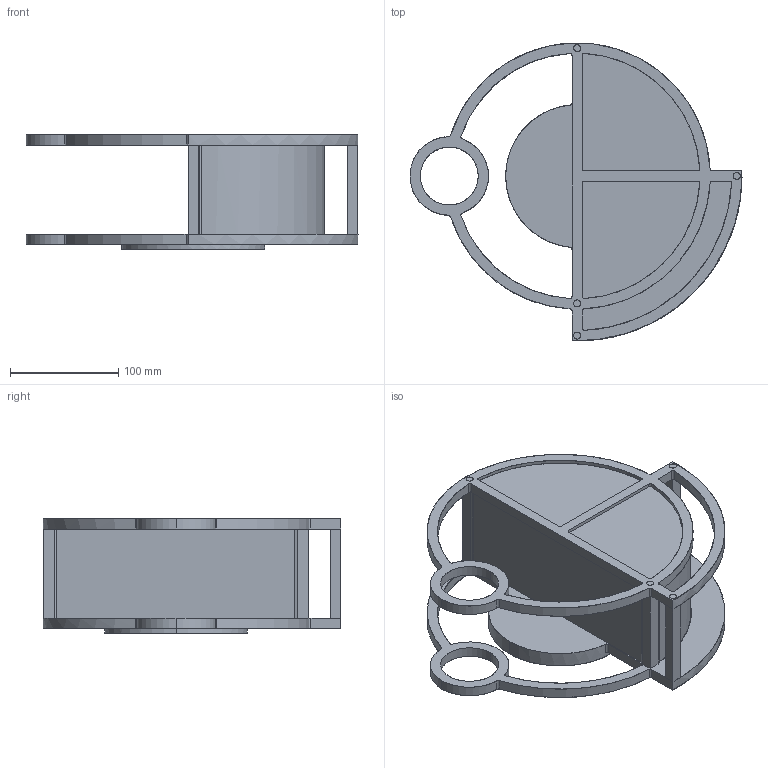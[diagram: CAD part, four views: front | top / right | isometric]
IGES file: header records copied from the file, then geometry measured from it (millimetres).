
Start section: SolidWorks IGES file using analytic representation for surfaces
Global section: file name: MOONS1 5-6-2021.IGS; native system: SolidWorks 2021; preprocessor: SolidWorks 2021; author: zrosen; date: 210506.174028; units: millimetre
Bounding box: 306.95 x 275.34 x 105.92 mm (x, y, z)
Surface area: 310998.9 mm2 (no closed solid volume)
Topology: 0 solids, 0 shells, 233 faces, 3886 edges, 3884 vertices
Faces by surface type: revolution 127, bspline 106
